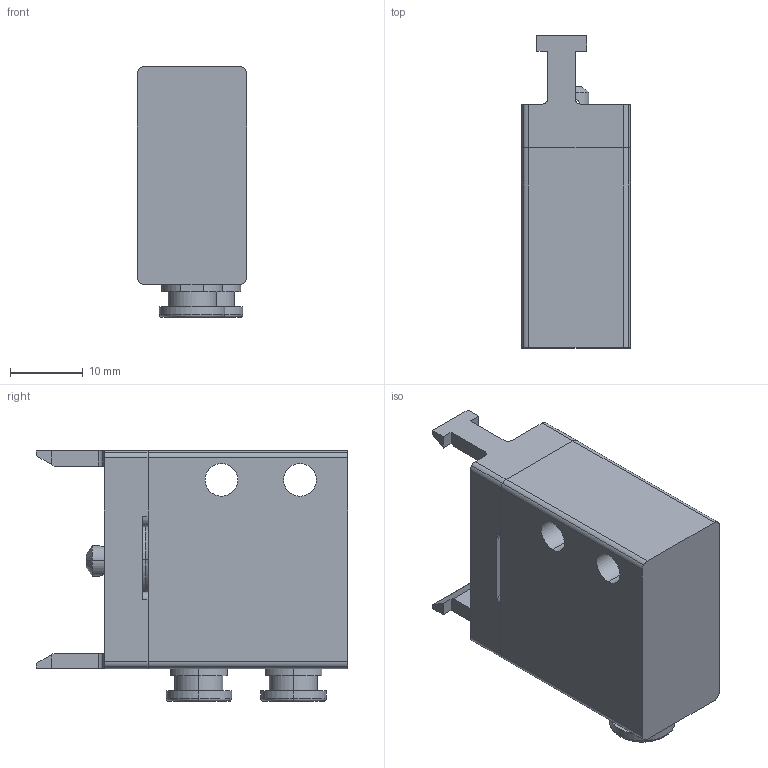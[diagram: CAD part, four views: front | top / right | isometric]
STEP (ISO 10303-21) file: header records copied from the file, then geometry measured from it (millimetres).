
FILE_DESCRIPTION((''),'2;1');
FILE_NAME('08_051_4.stp','2002-12-02T16:49:47',('Branislav Petkovic'),('AZ Pneumatica'),'AutoCAD STEP 2000i','AutoCAD 2000i','Via J. F. Kennedy, 26, 20020 Misinto (MI), ITALY');
FILE_SCHEMA(('CONFIG_CONTROL_DESIGN'));
Length unit declared in the file: millimetre
Products named in the file (11): 08_051_4; 304MAUL TELO; PART1AAA; PUSH IN 4MM; PART1AA; PART2; PIPAK 304 MB; PART1; PLASICNI NOSAC MANJI; PART1A; RECESSED PAN HEAD SCREW - ISO 7045 - M3 X 4 - 4.8 - Z
Assembly tree (12 placements, depth 3):
  08_051_4
    304MAUL TELO
      PART1AAA
    PUSH IN 4MM  x2
      PART1AA
      PART2
    PIPAK 304 MB
      PART1
    PLASICNI NOSAC MANJI
      PART1A
      RECESSED PAN HEAD SCREW - ISO 7045 - M3 X 4 - 4.8 - Z  x2
Bounding box: 15 x 42.9 x 34.5 mm (x, y, z)
Surface area: 7984 mm2 (no closed solid volume)
Topology: 0 solids, 9 shells, 401 faces, 951 edges, 583 vertices
Faces by surface type: plane 129, cylinder 124, cone 78, torus 64, sphere 4, bspline 2
Entity records: 8423 total; most frequent: DIRECTION 1554, CARTESIAN_POINT 1537, ORIENTED_EDGE 1320, EDGE_CURVE 660, AXIS2_PLACEMENT_3D 628, VERTEX_POINT 413, CIRCLE 346, EDGE_LOOP 299
